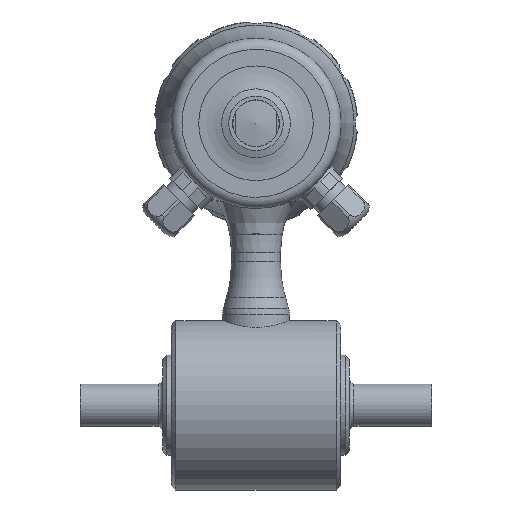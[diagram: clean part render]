
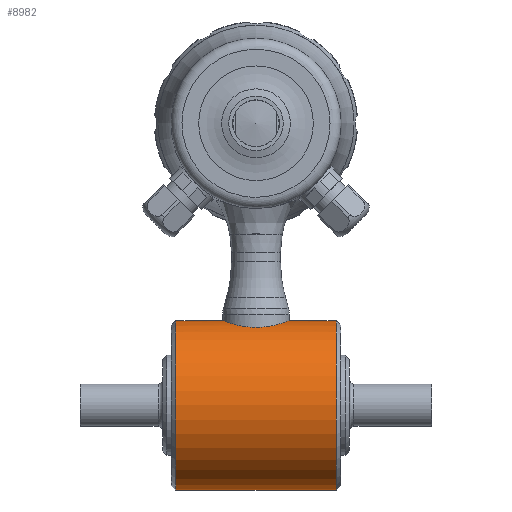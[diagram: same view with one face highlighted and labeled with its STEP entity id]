
A CAD part, left-side view. The second image highlights one B-rep face of the part: STEP entity #8982.
In plain terms, the highlighted cylindrical face has radius 38.05 mm (diameter 76.1 mm), a full revolution.
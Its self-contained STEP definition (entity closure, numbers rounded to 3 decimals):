
#275=B_SPLINE_CURVE_WITH_KNOTS('',3,(#15433,#15434,#15435,#15436,#15437,
#15438,#15439,#15440,#15441,#15442,#15443,#15444,#15445,#15446,#15447,#15448,
#15449,#15450,#15451,#15452,#15453,#15454,#15455,#15456,#15457,#15458,#15459),
 .UNSPECIFIED.,.T.,.F.,(1,1,1,1,1,1,1,1,1,1,1,1,1,1,1,1,1,1,1,1,1,1,1,1,
1,1,1,1,1,1,1),(-0.012,-0.006,-0.003,
0.,0.006,0.012,0.018,0.021,
0.024,0.027,0.03,0.036,
0.038,0.041,0.044,0.047,
0.053,0.059,0.062,0.065,
0.068,0.071,0.074,0.077,
0.083,0.089,0.092,0.095,
0.101,0.107,0.112),.UNSPECIFIED.);
#354=CYLINDRICAL_SURFACE('',#9517,38.05);
#3253=ORIENTED_EDGE('',*,*,#4184,.T.);
#3254=ORIENTED_EDGE('',*,*,#4202,.T.);
#3255=ORIENTED_EDGE('',*,*,#4203,.F.);
#4184=EDGE_CURVE('',#4828,#4828,#275,.T.);
#4202=EDGE_CURVE('',#4834,#4834,#5037,.T.);
#4203=EDGE_CURVE('',#4835,#4835,#5038,.T.);
#4828=VERTEX_POINT('',#15460);
#4834=VERTEX_POINT('',#15506);
#4835=VERTEX_POINT('',#15508);
#5037=CIRCLE('',#9518,38.05);
#5038=CIRCLE('',#9519,38.05);
#5441=EDGE_LOOP('',(#3253));
#5442=EDGE_LOOP('',(#3254));
#5443=EDGE_LOOP('',(#3255));
#5865=FACE_BOUND('',#5441,.T.);
#5866=FACE_BOUND('',#5442,.T.);
#5867=FACE_BOUND('',#5443,.T.);
#8982=ADVANCED_FACE('',(#5865,#5866,#5867),#354,.T.);
#9517=AXIS2_PLACEMENT_3D('',#15504,#11114,#11115);
#9518=AXIS2_PLACEMENT_3D('',#15505,#11116,#11117);
#9519=AXIS2_PLACEMENT_3D('',#15507,#11118,#11119);
#11114=DIRECTION('',(0.,-1.,0.));
#11115=DIRECTION('',(0.,0.,1.));
#11116=DIRECTION('',(0.,-1.,0.));
#11117=DIRECTION('',(0.,0.,1.));
#11118=DIRECTION('',(0.,-1.,0.));
#11119=DIRECTION('',(0.,0.,1.));
#15433=CARTESIAN_POINT('',(2.991,-14.8,37.97));
#15434=CARTESIAN_POINT('',(-1.001,-15.201,38.131));
#15435=CARTESIAN_POINT('',(-5.946,-14.196,37.723));
#15436=CARTESIAN_POINT('',(-10.882,-10.866,36.547));
#15437=CARTESIAN_POINT('',(-13.636,-6.778,35.537));
#15438=CARTESIAN_POINT('',(-14.802,-2.974,35.055));
#15439=CARTESIAN_POINT('',(-15.099,-0.027,34.926));
#15440=CARTESIAN_POINT('',(-14.804,2.969,35.054));
#15441=CARTESIAN_POINT('',(-13.649,6.747,35.532));
#15442=CARTESIAN_POINT('',(-11.426,10.053,36.346));
#15443=CARTESIAN_POINT('',(-8.431,12.521,37.132));
#15444=CARTESIAN_POINT('',(-5.822,13.929,37.636));
#15445=CARTESIAN_POINT('',(-2.999,14.797,37.969));
#15446=CARTESIAN_POINT('',(0.976,15.201,38.131));
#15447=CARTESIAN_POINT('',(5.921,14.209,37.728));
#15448=CARTESIAN_POINT('',(10.053,11.426,36.745));
#15449=CARTESIAN_POINT('',(12.526,8.425,35.943));
#15450=CARTESIAN_POINT('',(13.93,5.816,35.415));
#15451=CARTESIAN_POINT('',(14.795,3.008,35.057));
#15452=CARTESIAN_POINT('',(15.099,0.009,34.925));
#15453=CARTESIAN_POINT('',(14.807,-2.949,35.053));
#15454=CARTESIAN_POINT('',(13.649,-6.752,35.532));
#15455=CARTESIAN_POINT('',(10.89,-10.861,36.545));
#15456=CARTESIAN_POINT('',(6.779,-13.633,37.523));
#15457=CARTESIAN_POINT('',(2.991,-14.8,37.97));
#15458=CARTESIAN_POINT('',(-1.001,-15.201,38.131));
#15459=CARTESIAN_POINT('',(-5.946,-14.196,37.723));
#15460=CARTESIAN_POINT('',(0.,-15.,38.05));
#15504=CARTESIAN_POINT('',(0.,-109.971,0.));
#15505=CARTESIAN_POINT('',(0.,36.,0.));
#15506=CARTESIAN_POINT('',(0.,36.,38.05));
#15507=CARTESIAN_POINT('',(0.,-36.,0.));
#15508=CARTESIAN_POINT('',(0.,-36.,38.05));
